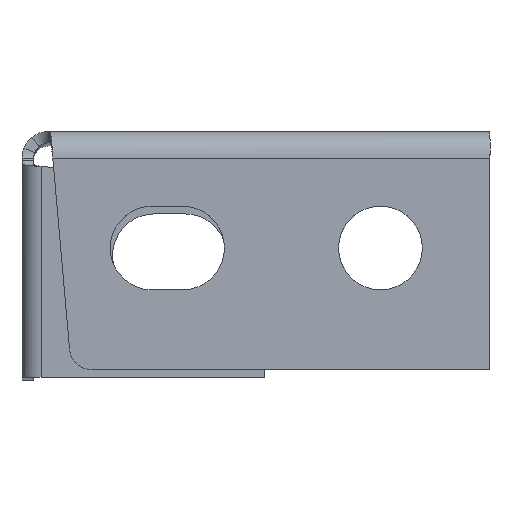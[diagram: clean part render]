
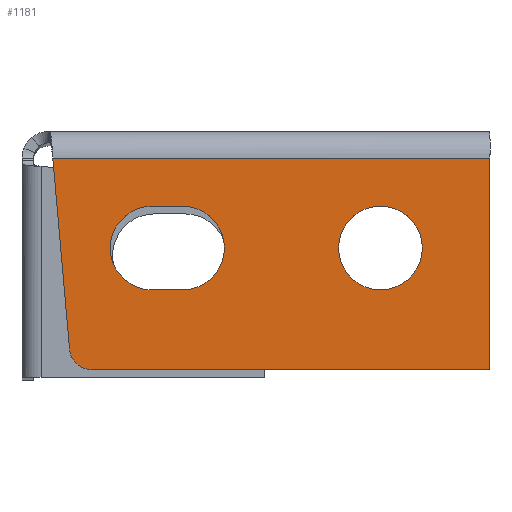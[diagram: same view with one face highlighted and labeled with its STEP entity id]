
A CAD part, top view. The second image highlights one B-rep face of the part: STEP entity #1181.
In plain terms, the highlighted planar face has unit normal (0, 0, 1).
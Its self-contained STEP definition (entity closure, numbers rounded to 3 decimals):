
#56=FACE_BOUND('',#181,.T.);
#57=FACE_BOUND('',#182,.T.);
#77=CIRCLE('',#1280,3.);
#78=CIRCLE('',#1281,5.5);
#79=CIRCLE('',#1282,5.5);
#80=CIRCLE('',#1283,5.5);
#112=FACE_OUTER_BOUND('',#180,.T.);
#180=EDGE_LOOP('',(#797,#798,#799,#800,#801));
#181=EDGE_LOOP('',(#802));
#182=EDGE_LOOP('',(#803,#804,#805,#806));
#254=LINE('',#1694,#369);
#282=LINE('',#1776,#397);
#283=LINE('',#1778,#398);
#284=LINE('',#1780,#399);
#285=LINE('',#1788,#400);
#286=LINE('',#1791,#401);
#369=VECTOR('',#1375,10.);
#397=VECTOR('',#1437,10.);
#398=VECTOR('',#1438,10.);
#399=VECTOR('',#1439,10.);
#400=VECTOR('',#1446,10.);
#401=VECTOR('',#1449,10.);
#483=VERTEX_POINT('',#1691);
#484=VERTEX_POINT('',#1693);
#521=VERTEX_POINT('',#1775);
#522=VERTEX_POINT('',#1777);
#523=VERTEX_POINT('',#1779);
#524=VERTEX_POINT('',#1782);
#525=VERTEX_POINT('',#1784);
#526=VERTEX_POINT('',#1785);
#527=VERTEX_POINT('',#1787);
#528=VERTEX_POINT('',#1789);
#588=EDGE_CURVE('',#483,#484,#254,.T.);
#628=EDGE_CURVE('',#521,#483,#282,.T.);
#629=EDGE_CURVE('',#521,#522,#283,.T.);
#630=EDGE_CURVE('',#523,#522,#284,.T.);
#631=EDGE_CURVE('',#484,#523,#77,.T.);
#632=EDGE_CURVE('',#524,#524,#78,.T.);
#633=EDGE_CURVE('',#525,#526,#79,.T.);
#634=EDGE_CURVE('',#526,#527,#285,.T.);
#635=EDGE_CURVE('',#527,#528,#80,.T.);
#636=EDGE_CURVE('',#528,#525,#286,.T.);
#797=ORIENTED_EDGE('',*,*,#628,.F.);
#798=ORIENTED_EDGE('',*,*,#629,.T.);
#799=ORIENTED_EDGE('',*,*,#630,.F.);
#800=ORIENTED_EDGE('',*,*,#631,.F.);
#801=ORIENTED_EDGE('',*,*,#588,.F.);
#802=ORIENTED_EDGE('',*,*,#632,.T.);
#803=ORIENTED_EDGE('',*,*,#633,.T.);
#804=ORIENTED_EDGE('',*,*,#634,.T.);
#805=ORIENTED_EDGE('',*,*,#635,.T.);
#806=ORIENTED_EDGE('',*,*,#636,.T.);
#1081=PLANE('',#1279);
#1181=ADVANCED_FACE('',(#112,#56,#57),#1081,.T.);
#1279=AXIS2_PLACEMENT_3D('',#1774,#1435,#1436);
#1280=AXIS2_PLACEMENT_3D('',#1781,#1440,#1441);
#1281=AXIS2_PLACEMENT_3D('',#1783,#1442,#1443);
#1282=AXIS2_PLACEMENT_3D('',#1786,#1444,#1445);
#1283=AXIS2_PLACEMENT_3D('',#1790,#1447,#1448);
#1375=DIRECTION('',(-1.,0.,0.));
#1435=DIRECTION('center_axis',(0.,0.,
1.));
#1436=DIRECTION('ref_axis',(0.,-1.,0.));
#1437=DIRECTION('',(0.,-1.,0.));
#1438=DIRECTION('',(-1.,0.,0.));
#1439=DIRECTION('',(-0.087,0.996,0.));
#1440=DIRECTION('center_axis',(0.,0.,
-1.));
#1441=DIRECTION('ref_axis',(-0.676,-0.737,0.));
#1442=DIRECTION('center_axis',(0.,0.,
-1.));
#1443=DIRECTION('ref_axis',(1.,0.,0.));
#1444=DIRECTION('center_axis',(0.,0.,
-1.));
#1445=DIRECTION('ref_axis',(0.,1.,0.));
#1446=DIRECTION('',(1.,0.,0.));
#1447=DIRECTION('center_axis',(0.,0.,
-1.));
#1448=DIRECTION('ref_axis',(0.,-1.,0.));
#1449=DIRECTION('',(-1.,0.,0.));
#1691=CARTESIAN_POINT('',(0.,-29.822,-28.5));
#1693=CARTESIAN_POINT('',(-52.267,-29.822,-28.5));
#1694=CARTESIAN_POINT('',(-55.016,-29.822,-28.5));
#1774=CARTESIAN_POINT('Origin',(-46.578,91.501,-28.5));
#1775=CARTESIAN_POINT('',(0.,-2.,-28.5));
#1776=CARTESIAN_POINT('',(0.,-29.822,-28.5));
#1777=CARTESIAN_POINT('',(-57.45,-2.,-28.5));
#1778=CARTESIAN_POINT('',(-52.014,-2.,-28.5));
#1779=CARTESIAN_POINT('',(-55.256,-27.083,-28.5));
#1780=CARTESIAN_POINT('',(-57.831,2.353,-28.5));
#1781=CARTESIAN_POINT('Origin',(-52.267,-26.822,-28.5));
#1782=CARTESIAN_POINT('',(-19.9,-13.822,-28.5));
#1783=CARTESIAN_POINT('Origin',(-14.4,-13.822,-28.5));
#1784=CARTESIAN_POINT('',(-44.4,-19.322,-28.5));
#1785=CARTESIAN_POINT('',(-44.4,-8.322,-28.5));
#1786=CARTESIAN_POINT('Origin',(-44.4,-13.822,-28.5));
#1787=CARTESIAN_POINT('',(-40.4,-8.322,-28.5));
#1788=CARTESIAN_POINT('',(-45.489,-8.322,-28.5));
#1789=CARTESIAN_POINT('',(-40.4,-19.322,-28.5));
#1790=CARTESIAN_POINT('Origin',(-40.4,-13.822,-28.5));
#1791=CARTESIAN_POINT('',(-43.489,-19.322,-28.5));
